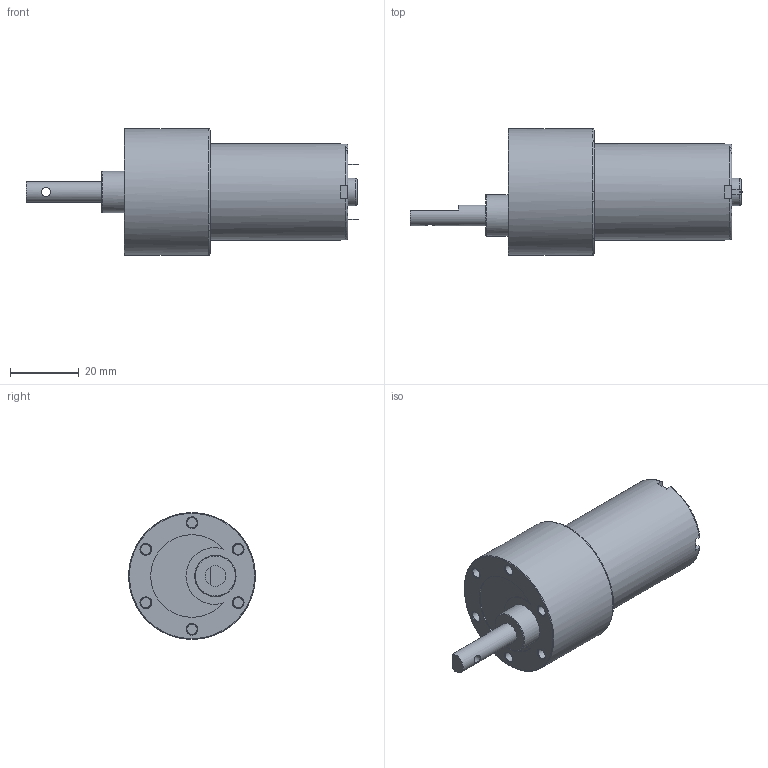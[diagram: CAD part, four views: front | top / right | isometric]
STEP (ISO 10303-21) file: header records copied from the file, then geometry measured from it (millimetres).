
FILE_DESCRIPTION(/* description */ ('STEP AP214'),/* implementation_level */ '2;1');
FILE_NAME(/* name */ '60bfa14534f24e1360283c7b',/* time_stamp */ '2021-06-08T16:56:38+00:00',/* author */ (''),/* organization */ (''),/* preprocessor_version */ 'ST-DEVELOPER v18.1',/* originating_system */ ' ',/* authorisation */ ' ');
FILE_SCHEMA (('AUTOMOTIVE_DESIGN {1 0 10303 214 3 1 1}'));
Length unit declared in the file: metre
Products named in the file (1): Part 1
Bounding box: 96.5 x 36.78 x 36.8 mm (x, y, z)
Volume: 52252.3 mm3; surface area: 9571.9 mm2
Topology: 1 solids, 1 shells, 86 faces, 227 edges, 156 vertices
Faces by surface type: plane 41, torus 24, cylinder 21
Full cylindrical faces by diameter (mm): 0.5 x2, 3 x6, 6 x1, 8 x1, 12 x1, 28 x1, 36.8 x1
Entity records: 3645 total; most frequent: CARTESIAN_POINT 1485, ORIENTED_EDGE 428, DIRECTION 316, EDGE_CURVE 214, VERTEX_POINT 156, AXIS2_PLACEMENT_3D 147, B_SPLINE_CURVE_WITH_KNOTS 132, EDGE_LOOP 118
